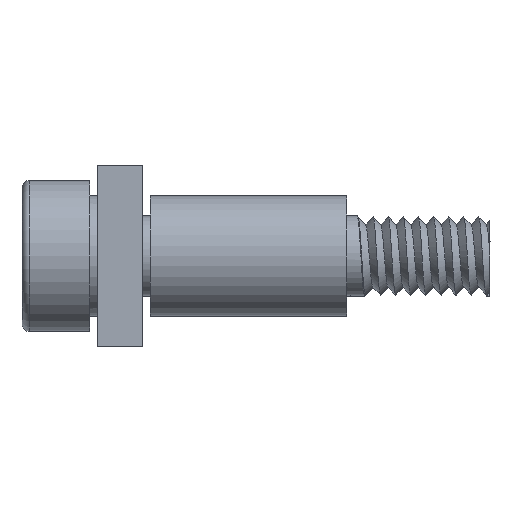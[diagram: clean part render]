
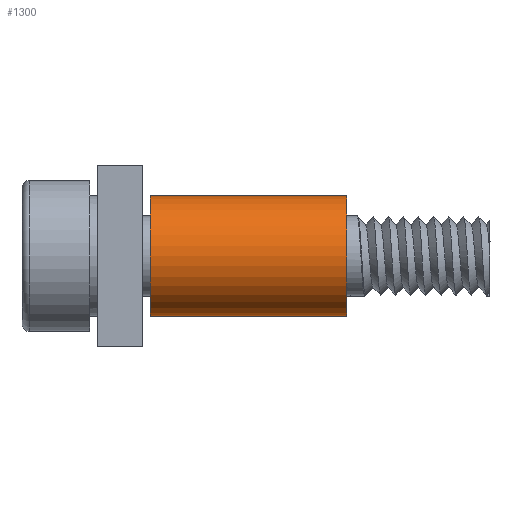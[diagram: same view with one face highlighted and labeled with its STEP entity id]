
A CAD part, left-side view. The second image highlights one B-rep face of the part: STEP entity #1300.
In plain terms, the highlighted cylindrical face has radius 2 mm (diameter 4 mm), a partial arc.
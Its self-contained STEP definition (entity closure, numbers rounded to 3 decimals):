
#251 = CARTESIAN_POINT ( 'NONE',  ( 0., -10.25, 2. ) ) ;
#313 = DIRECTION ( 'NONE',  ( 0., 0., -1. ) ) ;
#413 = VECTOR ( 'NONE', #14039, 1000. ) ;
#431 = AXIS2_PLACEMENT_3D ( 'NONE', #20935, #10632, #313 ) ;
#802 = ORIENTED_EDGE ( 'NONE', *, *, #6292, .T. ) ;
#1023 = DIRECTION ( 'NONE',  ( 0., 0., -1. ) ) ;
#1185 = ORIENTED_EDGE ( 'NONE', *, *, #4095, .F. ) ;
#1260 = ORIENTED_EDGE ( 'NONE', *, *, #19651, .T. ) ;
#1300 = ADVANCED_FACE ( 'NONE', ( #3063 ), #19201, .T. ) ;
#2990 = CIRCLE ( 'NONE', #2997, 2. ) ;
#2997 = AXIS2_PLACEMENT_3D ( 'NONE', #21628, #11304, #1023 ) ;
#3063 = FACE_OUTER_BOUND ( 'NONE', #17335, .T. ) ;
#4095 = EDGE_CURVE ( 'NONE', #12767, #7689, #2990, .T. ) ;
#5535 = LINE ( 'NONE', #8820, #413 ) ;
#6292 = EDGE_CURVE ( 'NONE', #12767, #12032, #5535, .T. ) ;
#6726 = LINE ( 'NONE', #14496, #10757 ) ;
#7689 = VERTEX_POINT ( 'NONE', #15975 ) ;
#8820 = CARTESIAN_POINT ( 'NONE',  ( 0., -10.25, 2. ) ) ;
#10632 = DIRECTION ( 'NONE',  ( 0., -1., 0. ) ) ;
#10757 = VECTOR ( 'NONE', #16213, 1000. ) ;
#11304 = DIRECTION ( 'NONE',  ( 0., -1., 0. ) ) ;
#11603 = VERTEX_POINT ( 'NONE', #17838 ) ;
#11907 = CARTESIAN_POINT ( 'NONE',  ( 0., -3.75, 2. ) ) ;
#12032 = VERTEX_POINT ( 'NONE', #11907 ) ;
#12286 = DIRECTION ( 'NONE',  ( 0., 1., 0. ) ) ;
#12349 = DIRECTION ( 'NONE',  ( 0., 0., 1. ) ) ;
#12767 = VERTEX_POINT ( 'NONE', #251 ) ;
#14039 = DIRECTION ( 'NONE',  ( 0., 1., 0. ) ) ;
#14496 = CARTESIAN_POINT ( 'NONE',  ( 0., -10.25, -2. ) ) ;
#15449 = ORIENTED_EDGE ( 'NONE', *, *, #19899, .F. ) ;
#15676 = CARTESIAN_POINT ( 'NONE',  ( 0., -10.25, 0. ) ) ;
#15975 = CARTESIAN_POINT ( 'NONE',  ( 0., -10.25, -2. ) ) ;
#16213 = DIRECTION ( 'NONE',  ( 0., 1., 0. ) ) ;
#16709 = AXIS2_PLACEMENT_3D ( 'NONE', #15676, #12286, #12349 ) ;
#17335 = EDGE_LOOP ( 'NONE', ( #15449, #1185, #802, #1260 ) ) ;
#17838 = CARTESIAN_POINT ( 'NONE',  ( 0., -3.75, -2. ) ) ;
#19201 = CYLINDRICAL_SURFACE ( 'NONE', #16709, 2. ) ;
#19651 = EDGE_CURVE ( 'NONE', #12032, #11603, #19661, .T. ) ;
#19661 = CIRCLE ( 'NONE', #431, 2. ) ;
#19899 = EDGE_CURVE ( 'NONE', #7689, #11603, #6726, .T. ) ;
#20935 = CARTESIAN_POINT ( 'NONE',  ( 0., -3.75, 0. ) ) ;
#21628 = CARTESIAN_POINT ( 'NONE',  ( 0., -10.25, 0. ) ) ;
